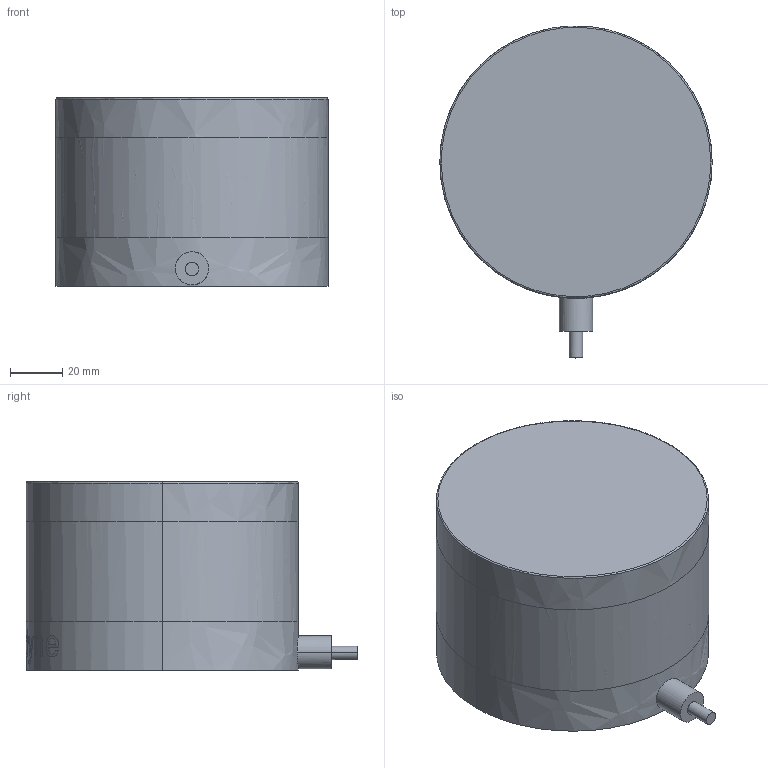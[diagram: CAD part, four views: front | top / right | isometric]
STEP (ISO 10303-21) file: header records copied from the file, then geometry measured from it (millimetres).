
FILE_DESCRIPTION (( 'STEP AP214' ), '1' );
FILE_NAME ('velodyne.STEP', '2024-02-19T21:29:04', ( '' ), ( '' ), 'SwSTEP 2.0', 'SolidWorks 2024', '' );
FILE_SCHEMA (( 'AUTOMOTIVE_DESIGN' ));
Length unit declared in the file: inch
Products named in the file (1): velodyne
Bounding box: 104.27 x 127.05 x 72.14 mm (x, y, z)
Surface area: 54655.1 mm2 (no closed solid volume)
Topology: 0 solids, 18 shells, 245 faces, 836 edges, 622 vertices
Faces by surface type: bspline 228, plane 17
Entity records: 11516 total; most frequent: CARTESIAN_POINT 6558, ORIENTED_EDGE 1472, EDGE_CURVE 836, B_SPLINE_CURVE_WITH_KNOTS 822, VERTEX_POINT 622, EDGE_LOOP 262, FACE_OUTER_BOUND 245, ADVANCED_FACE 245
